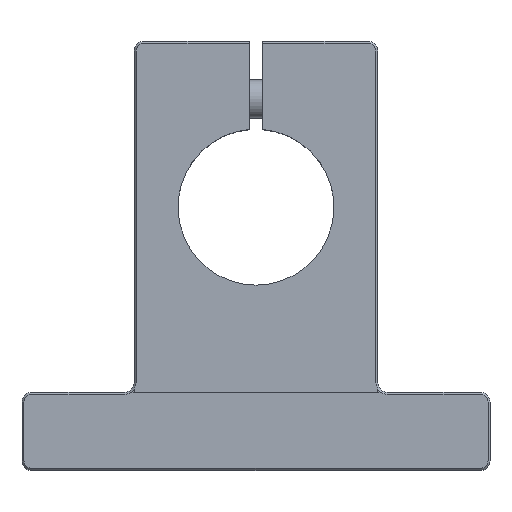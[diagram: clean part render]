
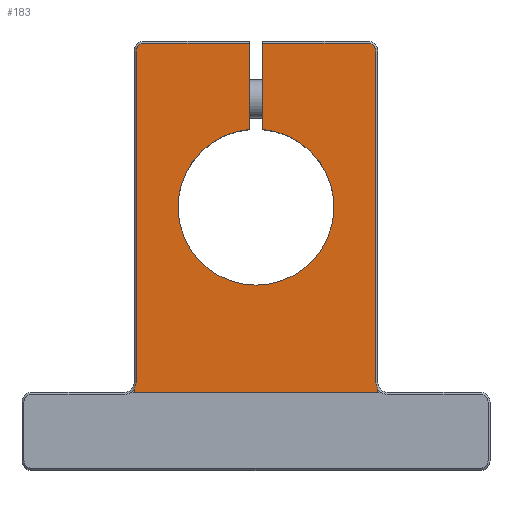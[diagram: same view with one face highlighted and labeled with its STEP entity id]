
A CAD part, top view. The second image highlights one B-rep face of the part: STEP entity #183.
In plain terms, the highlighted planar face has unit normal (0, 0, 1).
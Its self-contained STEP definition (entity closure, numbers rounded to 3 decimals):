
#99=PLANE('',#2215);
#183=ADVANCED_FACE('',(#299),#99,.T.);
#299=FACE_OUTER_BOUND('',#425,.F.);
#425=EDGE_LOOP('',(#766,#767,#768,#769,#770,#771,#772,#773,#774,#775,#776,
#777,#778,#779,#780));
#766=ORIENTED_EDGE('',*,*,#1596,.T.);
#767=ORIENTED_EDGE('',*,*,#1600,.T.);
#768=ORIENTED_EDGE('',*,*,#1599,.T.);
#769=ORIENTED_EDGE('',*,*,#1593,.T.);
#770=ORIENTED_EDGE('',*,*,#1571,.T.);
#771=ORIENTED_EDGE('',*,*,#1570,.F.);
#772=ORIENTED_EDGE('',*,*,#1568,.T.);
#773=ORIENTED_EDGE('',*,*,#1567,.T.);
#774=ORIENTED_EDGE('',*,*,#1582,.T.);
#775=ORIENTED_EDGE('',*,*,#1505,.F.);
#776=ORIENTED_EDGE('',*,*,#1579,.T.);
#777=ORIENTED_EDGE('',*,*,#1566,.T.);
#778=ORIENTED_EDGE('',*,*,#1564,.T.);
#779=ORIENTED_EDGE('',*,*,#1563,.F.);
#780=ORIENTED_EDGE('',*,*,#1562,.T.);
#1133=LINE('',#3279,#1288);
#1162=LINE('',#3336,#1317);
#1163=LINE('',#3338,#1318);
#1165=LINE('',#3342,#1320);
#1167=LINE('',#3345,#1322);
#1175=LINE('',#3353,#1330);
#1178=LINE('',#3356,#1333);
#1183=LINE('',#3367,#1338);
#1186=LINE('',#3370,#1341);
#1288=VECTOR('',#2493,25.);
#1317=VECTOR('',#2578,10.8);
#1318=VECTOR('',#2581,34.);
#1320=VECTOR('',#2587,34.);
#1322=VECTOR('',#2591,10.8);
#1330=VECTOR('',#2599,0.337);
#1333=VECTOR('',#2602,0.337);
#1338=VECTOR('',#2619,8.831);
#1341=VECTOR('',#2622,8.831);
#1505=EDGE_CURVE('',#1862,#1860,#1133,.T.);
#1562=EDGE_CURVE('',#1820,#1886,#1162,.T.);
#1563=EDGE_CURVE('',#1820,#1819,#1733,.T.);
#1564=EDGE_CURVE('',#1818,#1819,#1163,.T.);
#1566=EDGE_CURVE('',#1815,#1818,#1734,.T.);
#1567=EDGE_CURVE('',#1814,#1813,#1735,.T.);
#1568=EDGE_CURVE('',#1812,#1814,#1165,.T.);
#1570=EDGE_CURVE('',#1812,#1809,#1736,.T.);
#1571=EDGE_CURVE('',#1889,#1809,#1167,.T.);
#1579=EDGE_CURVE('',#1862,#1815,#1175,.T.);
#1582=EDGE_CURVE('',#1813,#1860,#1178,.T.);
#1593=EDGE_CURVE('',#1806,#1889,#1183,.T.);
#1596=EDGE_CURVE('',#1886,#1804,#1186,.T.);
#1599=EDGE_CURVE('',#1850,#1806,#1745,.T.);
#1600=EDGE_CURVE('',#1804,#1850,#1746,.T.);
#1733=CIRCLE('',#2159,0.8);
#1734=CIRCLE('',#2160,1.2);
#1735=CIRCLE('',#2161,1.2);
#1736=CIRCLE('',#2162,0.8);
#1745=CIRCLE('',#2171,8.);
#1746=CIRCLE('',#2172,8.);
#1804=VERTEX_POINT('',#3104);
#1806=VERTEX_POINT('',#3106);
#1809=VERTEX_POINT('',#3109);
#1812=VERTEX_POINT('',#3112);
#1813=VERTEX_POINT('',#3113);
#1814=VERTEX_POINT('',#3114);
#1815=VERTEX_POINT('',#3115);
#1818=VERTEX_POINT('',#3118);
#1819=VERTEX_POINT('',#3119);
#1820=VERTEX_POINT('',#3120);
#1850=VERTEX_POINT('',#3150);
#1860=VERTEX_POINT('',#3160);
#1862=VERTEX_POINT('',#3162);
#1886=VERTEX_POINT('',#3186);
#1889=VERTEX_POINT('',#3189);
#2159=AXIS2_PLACEMENT_3D('',#3337,#2579,#2580);
#2160=AXIS2_PLACEMENT_3D('',#3340,#2583,#2584);
#2161=AXIS2_PLACEMENT_3D('',#3341,#2585,#2586);
#2162=AXIS2_PLACEMENT_3D('',#3344,#2589,#2590);
#2171=AXIS2_PLACEMENT_3D('',#3373,#2627,#2628);
#2172=AXIS2_PLACEMENT_3D('',#3374,#2629,#2630);
#2215=AXIS2_PLACEMENT_3D('',#3461,#2759,#2760);
#2493=DIRECTION('',(1.,0.,0.));
#2578=DIRECTION('',(1.,0.,0.));
#2579=DIRECTION('',(0.,0.,1.));
#2580=DIRECTION('',(0.,1.,0.));
#2581=DIRECTION('',(0.,1.,0.));
#2583=DIRECTION('',(0.,0.,1.));
#2584=DIRECTION('',(0.834,-0.552,0.));
#2585=DIRECTION('',(0.,0.,1.));
#2586=DIRECTION('',(-1.,0.,0.));
#2587=DIRECTION('',(0.,-1.,0.));
#2589=DIRECTION('',(0.,0.,1.));
#2590=DIRECTION('',(1.,0.,0.));
#2591=DIRECTION('',(1.,0.,0.));
#2599=DIRECTION('',(0.,1.,0.));
#2602=DIRECTION('',(0.,-1.,0.));
#2619=DIRECTION('',(0.,1.,0.));
#2622=DIRECTION('',(0.,-1.,0.));
#2627=DIRECTION('',(0.,0.,1.));
#2628=DIRECTION('',(0.,-1.,0.));
#2629=DIRECTION('',(0.,0.,1.));
#2630=DIRECTION('',(-0.088,0.996,0.));
#2759=DIRECTION('',(0.,0.,1.));
#2760=DIRECTION('',(1.,0.,0.));
#3104=CARTESIAN_POINT('',(-0.7,30.969,16.));
#3106=CARTESIAN_POINT('',(0.7,30.969,16.));
#3109=CARTESIAN_POINT('',(11.5,39.8,16.));
#3112=CARTESIAN_POINT('',(12.3,39.,16.));
#3113=CARTESIAN_POINT('',(12.5,4.337,16.));
#3114=CARTESIAN_POINT('',(12.3,5.,16.));
#3115=CARTESIAN_POINT('',(-12.5,4.337,16.));
#3118=CARTESIAN_POINT('',(-12.3,5.,16.));
#3119=CARTESIAN_POINT('',(-12.3,39.,16.));
#3120=CARTESIAN_POINT('',(-11.5,39.8,16.));
#3150=CARTESIAN_POINT('',(0.,15.,16.));
#3160=CARTESIAN_POINT('',(12.5,4.,16.));
#3162=CARTESIAN_POINT('',(-12.5,4.,16.));
#3186=CARTESIAN_POINT('',(-0.7,39.8,16.));
#3189=CARTESIAN_POINT('',(0.7,39.8,16.));
#3279=CARTESIAN_POINT('',(-12.5,4.,16.));
#3336=CARTESIAN_POINT('',(-11.5,39.8,16.));
#3337=CARTESIAN_POINT('',(-11.5,39.,16.));
#3338=CARTESIAN_POINT('',(-12.3,5.,16.));
#3340=CARTESIAN_POINT('',(-13.5,5.,16.));
#3341=CARTESIAN_POINT('',(13.5,5.,16.));
#3342=CARTESIAN_POINT('',(12.3,39.,16.));
#3344=CARTESIAN_POINT('',(11.5,39.,16.));
#3345=CARTESIAN_POINT('',(0.7,39.8,16.));
#3353=CARTESIAN_POINT('',(-12.5,4.,16.));
#3356=CARTESIAN_POINT('',(12.5,4.337,16.));
#3367=CARTESIAN_POINT('',(0.7,30.969,16.));
#3370=CARTESIAN_POINT('',(-0.7,39.8,16.));
#3373=CARTESIAN_POINT('',(0.,23.,16.));
#3374=CARTESIAN_POINT('',(0.,23.,16.));
#3461=CARTESIAN_POINT('',(-12.86,3.64,16.));
